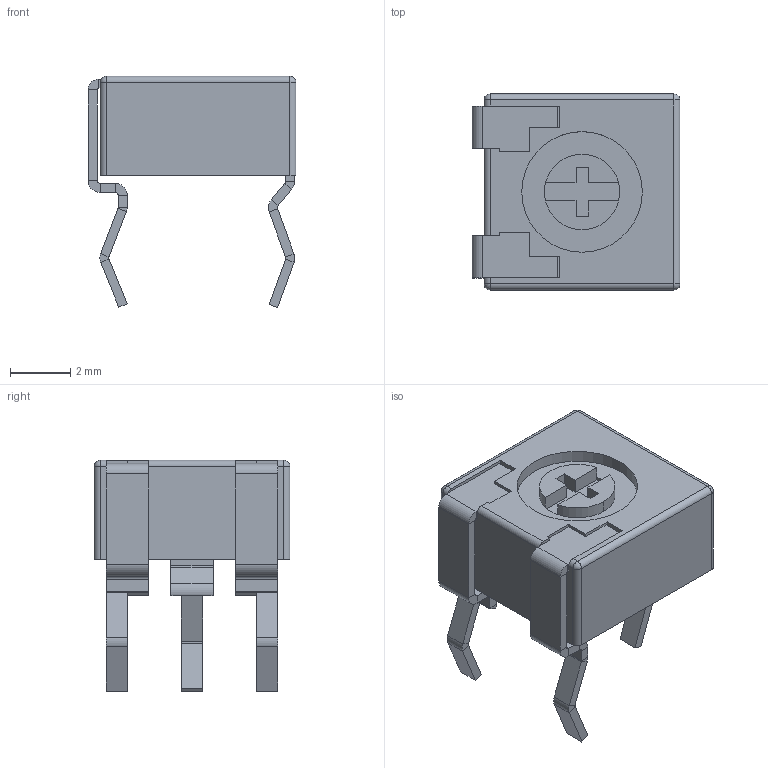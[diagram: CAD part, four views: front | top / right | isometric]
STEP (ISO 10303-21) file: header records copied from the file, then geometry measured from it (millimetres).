
FILE_DESCRIPTION(('FreeCAD Model'),'2;1');
FILE_NAME('RVAR-ACP-CA6-V5.step','2018-07-11T08:46:05',('kicad StepUp'),('ksu MCAD'), 'Open CASCADE STEP processor 7.2','FreeCAD','Unknown');
FILE_SCHEMA(('AUTOMOTIVE_DESIGN { 1 0 10303 214 1 1 1 1 }'));
Length unit declared in the file: millimetre
Products named in the file (1): RVAR-ACP-CA6-V5
Bounding box: 6.9 x 6.5 x 7.67 mm (x, y, z)
Volume: 141.5 mm3; surface area: 240.1 mm2
Topology: 1 solids, 1 shells, 182 faces, 411 edges, 231 vertices
Faces by surface type: plane 136, cylinder 42, sphere 4
Full cylindrical faces by diameter (mm): 4 x1
Entity records: 6160 total; most frequent: DIRECTION 862, CARTESIAN_POINT 821, ORIENTED_EDGE 814, EDGE_CURVE 407, LINE 318, VECTOR 318, AXIS2_PLACEMENT_3D 272, VERTEX_POINT 231
